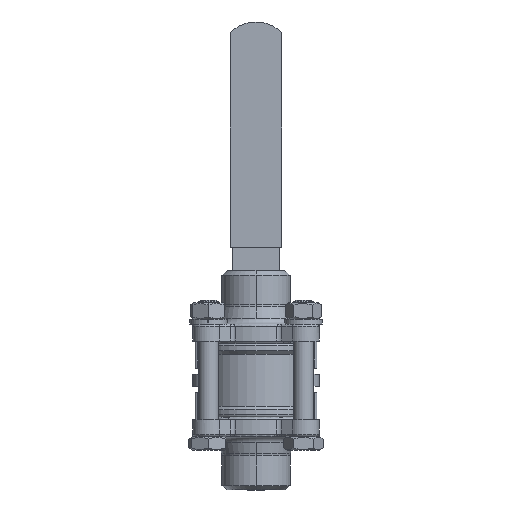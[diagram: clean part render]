
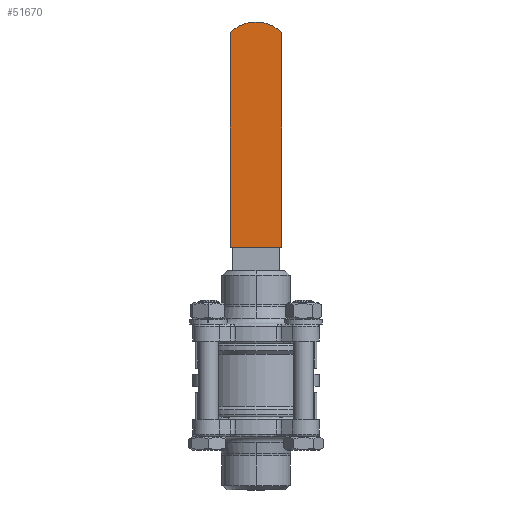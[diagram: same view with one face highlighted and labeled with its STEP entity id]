
A CAD part, front view. The second image highlights one B-rep face of the part: STEP entity #51670.
In plain terms, the highlighted planar face has unit normal (0, -1, 0).
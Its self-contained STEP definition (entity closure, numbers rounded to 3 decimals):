
#468 = DIRECTION ( 'NONE',  ( 0., 0., -1. ) ) ;
#1628 = CARTESIAN_POINT ( 'NONE',  ( 10.5, 70.9, 142.638 ) ) ;
#1635 = VERTEX_POINT ( 'NONE', #49241 ) ;
#4841 = DIRECTION ( 'NONE',  ( -1., 0., 0. ) ) ;
#4934 = VERTEX_POINT ( 'NONE', #1628 ) ;
#6901 = CARTESIAN_POINT ( 'NONE',  ( -10.5, 70.9, 54.5 ) ) ;
#9678 = FACE_OUTER_BOUND ( 'NONE', #20209, .T. ) ;
#9948 = LINE ( 'NONE', #25566, #49403 ) ;
#11055 = ORIENTED_EDGE ( 'NONE', *, *, #49029, .F. ) ;
#12310 = DIRECTION ( 'NONE',  ( 0., 1., 0. ) ) ;
#17265 = PLANE ( 'NONE',  #21614 ) ;
#20209 = EDGE_LOOP ( 'NONE', ( #29640, #36460, #48958, #31385, #11055 ) ) ;
#21614 = AXIS2_PLACEMENT_3D ( 'NONE', #27603, #12310, #48319 ) ;
#23728 = CARTESIAN_POINT ( 'NONE',  ( 10.5, 70.9, 99.5 ) ) ;
#24996 = CARTESIAN_POINT ( 'NONE',  ( 0., 70.9, 147. ) ) ;
#25566 = CARTESIAN_POINT ( 'NONE',  ( 10.5, 70.9, 54.5 ) ) ;
#27603 = CARTESIAN_POINT ( 'NONE',  ( 10.5, 70.9, 99.5 ) ) ;
#29101 = DIRECTION ( 'NONE',  ( 0., -1., 0. ) ) ;
#29145 = CARTESIAN_POINT ( 'NONE',  ( 0., 70.9, 132.181 ) ) ;
#29640 = ORIENTED_EDGE ( 'NONE', *, *, #29999, .F. ) ;
#29999 = EDGE_CURVE ( 'NONE', #4934, #64701, #36589, .T. ) ;
#30651 = CARTESIAN_POINT ( 'NONE',  ( 10.5, 70.9, 54.5 ) ) ;
#31033 = LINE ( 'NONE', #31340, #58450 ) ;
#31340 = CARTESIAN_POINT ( 'NONE',  ( -10.5, 70.9, 99.5 ) ) ;
#31385 = ORIENTED_EDGE ( 'NONE', *, *, #45612, .T. ) ;
#32312 = CIRCLE ( 'NONE', #59084, 14.819 ) ;
#33952 = EDGE_CURVE ( 'NONE', #42392, #1635, #32312, .T. ) ;
#34317 = DIRECTION ( 'NONE',  ( 0., 0., 1. ) ) ;
#35009 = CIRCLE ( 'NONE', #57399, 14.819 ) ;
#36460 = ORIENTED_EDGE ( 'NONE', *, *, #59935, .T. ) ;
#36589 = LINE ( 'NONE', #23728, #47067 ) ;
#42392 = VERTEX_POINT ( 'NONE', #24996 ) ;
#45612 = EDGE_CURVE ( 'NONE', #1635, #57840, #31033, .T. ) ;
#47067 = VECTOR ( 'NONE', #60251, 1000. ) ;
#48319 = DIRECTION ( 'NONE',  ( 0., 0., 1. ) ) ;
#48958 = ORIENTED_EDGE ( 'NONE', *, *, #33952, .T. ) ;
#49029 = EDGE_CURVE ( 'NONE', #64701, #57840, #9948, .T. ) ;
#49241 = CARTESIAN_POINT ( 'NONE',  ( -10.5, 70.9, 142.638 ) ) ;
#49403 = VECTOR ( 'NONE', #4841, 1000. ) ;
#51670 = ADVANCED_FACE ( 'NONE', ( #9678 ), #17265, .F. ) ;
#57399 = AXIS2_PLACEMENT_3D ( 'NONE', #59978, #29101, #65164 ) ;
#57840 = VERTEX_POINT ( 'NONE', #6901 ) ;
#58450 = VECTOR ( 'NONE', #468, 1000. ) ;
#59084 = AXIS2_PLACEMENT_3D ( 'NONE', #29145, #65216, #34317 ) ;
#59935 = EDGE_CURVE ( 'NONE', #4934, #42392, #35009, .T. ) ;
#59978 = CARTESIAN_POINT ( 'NONE',  ( 0., 70.9, 132.181 ) ) ;
#60251 = DIRECTION ( 'NONE',  ( 0., 0., -1. ) ) ;
#64701 = VERTEX_POINT ( 'NONE', #30651 ) ;
#65164 = DIRECTION ( 'NONE',  ( 0., 0., 1. ) ) ;
#65216 = DIRECTION ( 'NONE',  ( 0., -1., 0. ) ) ;
